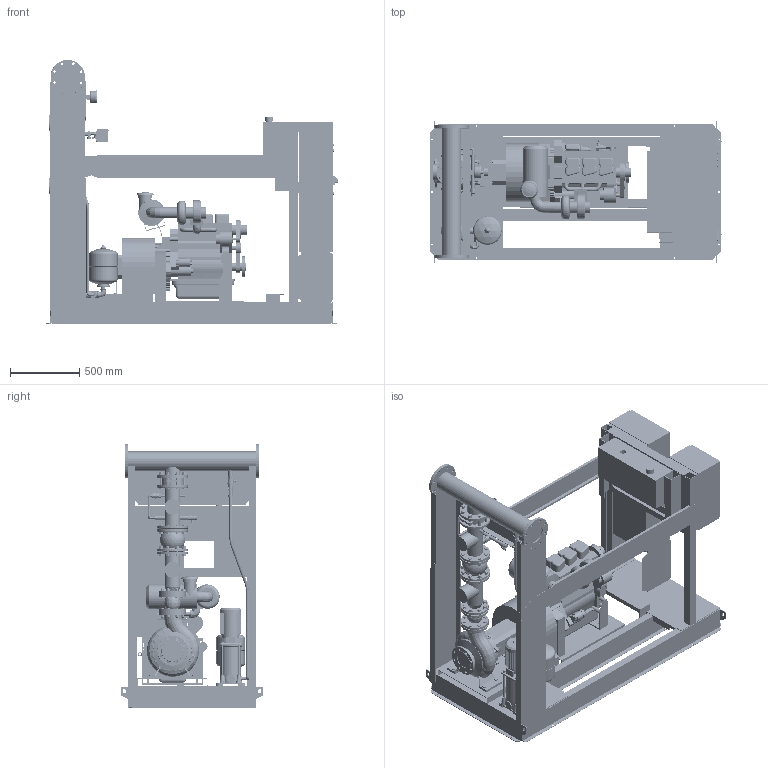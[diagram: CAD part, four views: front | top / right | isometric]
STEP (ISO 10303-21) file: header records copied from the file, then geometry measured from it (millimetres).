
FILE_DESCRIPTION((''),'2;1');
FILE_NAME('3d_Sifire-EN-80_250-243-66_1.1DJ-4183900.stp','2015-05-26T10:18:58',(''),(''),'Mechanical Desktop 2009','Mechanical Desktop 2009',', , ');
FILE_SCHEMA(('CONFIG_CONTROL_DESIGN'));
Length unit declared in the file: millimetre
Products named in the file (1): Product
Bounding box: 2105.5 x 1026 x 1910 mm (x, y, z)
Volume: 397738575.4 mm3; surface area: 30227498.6 mm2
Topology: 220 solids, 221 shells, 5386 faces, 13089 edges, 8258 vertices
Faces by surface type: plane 2056, bspline 1401, cylinder 1177, cone 580, torus 143, sphere 29
Full cylindrical faces by diameter (mm): 277 x1
Entity records: 172027 total; most frequent: CARTESIAN_POINT 51878, ORIENTED_EDGE 26114, DIRECTION 23398, EDGE_CURVE 13057, VERTEX_POINT 8256, AXIS2_PLACEMENT_3D 8213, VECTOR 6972, LINE 6972
